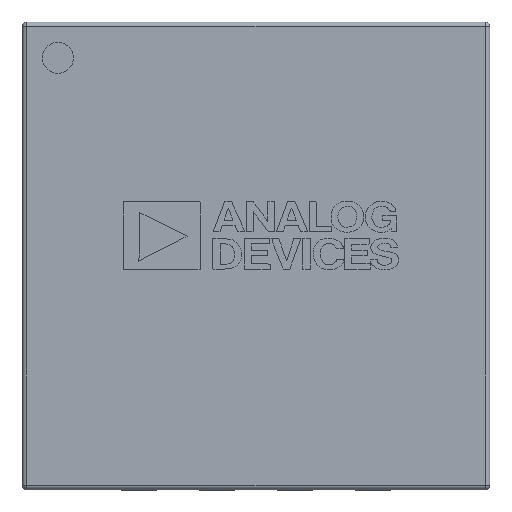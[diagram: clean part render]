
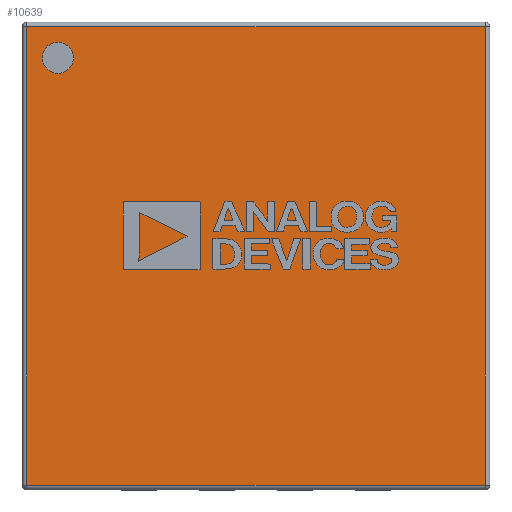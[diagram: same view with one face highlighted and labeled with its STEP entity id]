
A CAD part, top view. The second image highlights one B-rep face of the part: STEP entity #10639.
In plain terms, the highlighted planar face has unit normal (0, 0, 1).
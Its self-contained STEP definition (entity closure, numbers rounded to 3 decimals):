
#57 = VECTOR ( 'NONE', #12144, 1000. ) ;
#82 = CARTESIAN_POINT ( 'NONE',  ( -1.37, 1.27, 0.78 ) ) ;
#344 = CARTESIAN_POINT ( 'NONE',  ( 0., 0., 0.78 ) ) ;
#781 = LINE ( 'NONE', #4548, #2294 ) ;
#857 = CARTESIAN_POINT ( 'NONE',  ( -1.47, 0., 0.78 ) ) ;
#1133 = ORIENTED_EDGE ( 'NONE', *, *, #5058, .F. ) ;
#1183 = AXIS2_PLACEMENT_3D ( 'NONE', #7062, #10760, #6079 ) ;
#1572 = VERTEX_POINT ( 'NONE', #5717 ) ;
#1638 = VECTOR ( 'NONE', #8105, 1000. ) ;
#1758 = EDGE_CURVE ( 'NONE', #10092, #1802, #10882, .T. ) ;
#1802 = VERTEX_POINT ( 'NONE', #4662 ) ;
#2128 = DIRECTION ( 'NONE',  ( 1., 0., 0. ) ) ;
#2294 = VECTOR ( 'NONE', #8311, 1000. ) ;
#2810 = CARTESIAN_POINT ( 'NONE',  ( 1.47, 0., 0.78 ) ) ;
#3269 = FACE_OUTER_BOUND ( 'NONE', #5633, .T. ) ;
#3450 = LINE ( 'NONE', #857, #57 ) ;
#3622 = CARTESIAN_POINT ( 'NONE',  ( -1.47, 1.47, 0.78 ) ) ;
#3970 = CARTESIAN_POINT ( 'NONE',  ( -1.27, 1.27, 0.78 ) ) ;
#4318 = AXIS2_PLACEMENT_3D ( 'NONE', #3970, #11479, #2128 ) ;
#4548 = CARTESIAN_POINT ( 'NONE',  ( 0., 1.47, 0.78 ) ) ;
#4563 = VERTEX_POINT ( 'NONE', #11313 ) ;
#4662 = CARTESIAN_POINT ( 'NONE',  ( 1.47, -1.47, 0.78 ) ) ;
#4759 = ORIENTED_EDGE ( 'NONE', *, *, #11307, .T. ) ;
#5058 = EDGE_CURVE ( 'NONE', #11349, #1572, #9634, .T. ) ;
#5387 = CARTESIAN_POINT ( 'NONE',  ( -1.47, -1.47, 0.78 ) ) ;
#5633 = EDGE_LOOP ( 'NONE', ( #8317, #6990, #4759, #10132 ) ) ;
#5717 = CARTESIAN_POINT ( 'NONE',  ( -1.17, 1.27, 0.78 ) ) ;
#5842 = EDGE_CURVE ( 'NONE', #1572, #11349, #9058, .T. ) ;
#6079 = DIRECTION ( 'NONE',  ( 1., 0., 0. ) ) ;
#6096 = DIRECTION ( 'NONE',  ( -1., 0., 0. ) ) ;
#6990 = ORIENTED_EDGE ( 'NONE', *, *, #1758, .T. ) ;
#7062 = CARTESIAN_POINT ( 'NONE',  ( -1.27, 1.27, 0.78 ) ) ;
#7079 = PLANE ( 'NONE',  #9918 ) ;
#7190 = CARTESIAN_POINT ( 'NONE',  ( 0., -1.47, 0.78 ) ) ;
#8018 = EDGE_CURVE ( 'NONE', #4563, #10833, #781, .T. ) ;
#8105 = DIRECTION ( 'NONE',  ( 1., 0., 0. ) ) ;
#8311 = DIRECTION ( 'NONE',  ( -1., 0., 0. ) ) ;
#8317 = ORIENTED_EDGE ( 'NONE', *, *, #10475, .T. ) ;
#8864 = EDGE_LOOP ( 'NONE', ( #9248, #1133 ) ) ;
#9058 = CIRCLE ( 'NONE', #1183, 0.1 ) ;
#9248 = ORIENTED_EDGE ( 'NONE', *, *, #5842, .F. ) ;
#9402 = LINE ( 'NONE', #2810, #11294 ) ;
#9634 = CIRCLE ( 'NONE', #4318, 0.1 ) ;
#9918 = AXIS2_PLACEMENT_3D ( 'NONE', #344, #10596, #6096 ) ;
#10092 = VERTEX_POINT ( 'NONE', #5387 ) ;
#10132 = ORIENTED_EDGE ( 'NONE', *, *, #8018, .T. ) ;
#10206 = DIRECTION ( 'NONE',  ( 0., 1., 0. ) ) ;
#10475 = EDGE_CURVE ( 'NONE', #10833, #10092, #3450, .T. ) ;
#10596 = DIRECTION ( 'NONE',  ( 0., 0., -1. ) ) ;
#10639 = ADVANCED_FACE ( 'NONE', ( #11511, #3269 ), #7079, .F. ) ;
#10760 = DIRECTION ( 'NONE',  ( 0., 0., 1. ) ) ;
#10833 = VERTEX_POINT ( 'NONE', #3622 ) ;
#10882 = LINE ( 'NONE', #7190, #1638 ) ;
#11294 = VECTOR ( 'NONE', #10206, 1000. ) ;
#11307 = EDGE_CURVE ( 'NONE', #1802, #4563, #9402, .T. ) ;
#11313 = CARTESIAN_POINT ( 'NONE',  ( 1.47, 1.47, 0.78 ) ) ;
#11349 = VERTEX_POINT ( 'NONE', #82 ) ;
#11479 = DIRECTION ( 'NONE',  ( 0., 0., 1. ) ) ;
#11511 = FACE_BOUND ( 'NONE', #8864, .T. ) ;
#12144 = DIRECTION ( 'NONE',  ( 0., -1., 0. ) ) ;
